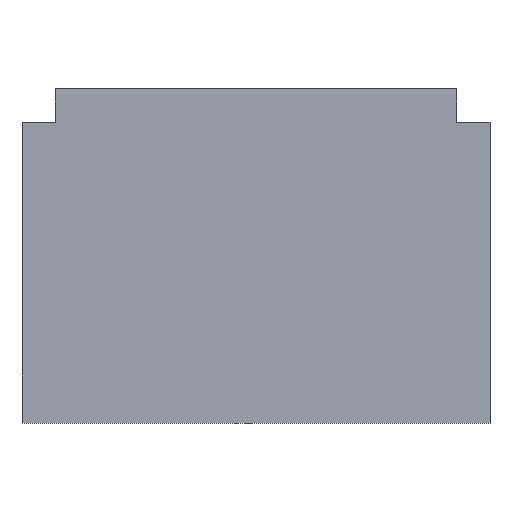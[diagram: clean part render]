
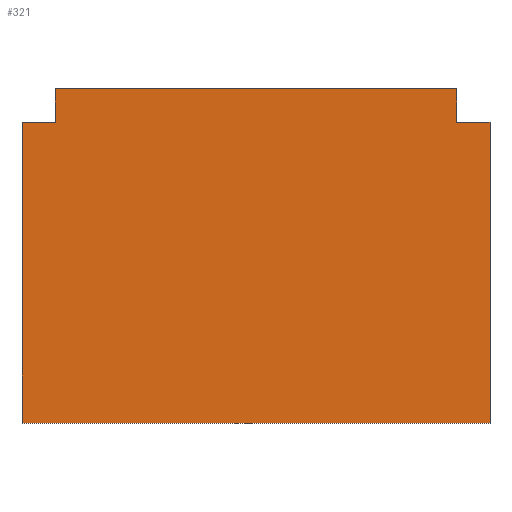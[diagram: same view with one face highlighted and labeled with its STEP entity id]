
A CAD part, left-side view. The second image highlights one B-rep face of the part: STEP entity #321.
In plain terms, the highlighted planar face has unit normal (-1, 0, 0).
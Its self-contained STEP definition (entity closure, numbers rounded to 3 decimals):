
#22=LINE('',#424,#42);
#27=LINE('',#446,#47);
#29=LINE('',#453,#49);
#32=LINE('',#458,#52);
#33=LINE('',#460,#53);
#34=LINE('',#461,#54);
#35=LINE('',#463,#55);
#36=LINE('',#465,#56);
#42=VECTOR('',#363,1000.);
#47=VECTOR('',#382,1000.);
#49=VECTOR('',#388,1000.);
#52=VECTOR('',#393,1000.);
#53=VECTOR('',#396,1000.);
#54=VECTOR('',#397,1000.);
#55=VECTOR('',#398,1000.);
#56=VECTOR('',#399,1000.);
#66=PLANE('',#346);
#94=ORIENTED_EDGE('',*,*,#144,.T.);
#95=ORIENTED_EDGE('',*,*,#137,.F.);
#96=ORIENTED_EDGE('',*,*,#143,.F.);
#97=ORIENTED_EDGE('',*,*,#140,.T.);
#98=ORIENTED_EDGE('',*,*,#145,.F.);
#99=ORIENTED_EDGE('',*,*,#146,.F.);
#100=ORIENTED_EDGE('',*,*,#147,.T.);
#101=ORIENTED_EDGE('',*,*,#128,.F.);
#128=EDGE_CURVE('',#156,#157,#22,.T.);
#137=EDGE_CURVE('',#165,#163,#27,.T.);
#140=EDGE_CURVE('',#169,#168,#29,.T.);
#143=EDGE_CURVE('',#169,#165,#32,.T.);
#144=EDGE_CURVE('',#156,#163,#33,.T.);
#145=EDGE_CURVE('',#170,#168,#34,.T.);
#146=EDGE_CURVE('',#171,#170,#35,.T.);
#147=EDGE_CURVE('',#171,#157,#36,.T.);
#156=VERTEX_POINT('',#425);
#157=VERTEX_POINT('',#426);
#163=VERTEX_POINT('',#441);
#165=VERTEX_POINT('',#445);
#168=VERTEX_POINT('',#452);
#169=VERTEX_POINT('',#454);
#170=VERTEX_POINT('',#462);
#171=VERTEX_POINT('',#464);
#194=EDGE_LOOP('',(#94,#95,#96,#97,#98,#99,#100,#101));
#212=FACE_BOUND('',#194,.T.);
#321=ADVANCED_FACE('',(#212),#66,.T.);
#346=AXIS2_PLACEMENT_3D('',#459,#394,#395);
#363=DIRECTION('',(0.,0.,1.));
#382=DIRECTION('',(0.,0.,1.));
#388=DIRECTION('',(0.,0.,1.));
#393=DIRECTION('',(0.,1.,0.));
#394=DIRECTION('',(-1.,0.,0.));
#395=DIRECTION('',(0.,0.,1.));
#396=DIRECTION('',(0.,1.,0.));
#397=DIRECTION('',(0.,-1.,0.));
#398=DIRECTION('',(0.,0.,-1.));
#399=DIRECTION('',(0.,1.,0.));
#424=CARTESIAN_POINT('',(-2.5,3.,4.501));
#425=CARTESIAN_POINT('',(-2.5,3.,4.501));
#426=CARTESIAN_POINT('',(-2.5,3.,5.));
#441=CARTESIAN_POINT('',(-2.5,3.5,4.501));
#445=CARTESIAN_POINT('',(-2.5,3.5,0.));
#446=CARTESIAN_POINT('',(-2.5,3.5,0.));
#452=CARTESIAN_POINT('',(-2.5,-3.5,4.501));
#453=CARTESIAN_POINT('',(-2.5,-3.5,0.));
#454=CARTESIAN_POINT('',(-2.5,-3.5,0.));
#458=CARTESIAN_POINT('',(-2.5,-3.5,0.));
#459=CARTESIAN_POINT('',(-2.5,-3.5,0.));
#460=CARTESIAN_POINT('',(-2.5,3.,4.501));
#461=CARTESIAN_POINT('',(-2.5,-3.,4.501));
#462=CARTESIAN_POINT('',(-2.5,-3.,4.501));
#463=CARTESIAN_POINT('',(-2.5,-3.,5.));
#464=CARTESIAN_POINT('',(-2.5,-3.,5.));
#465=CARTESIAN_POINT('',(-2.5,-3.5,5.));
